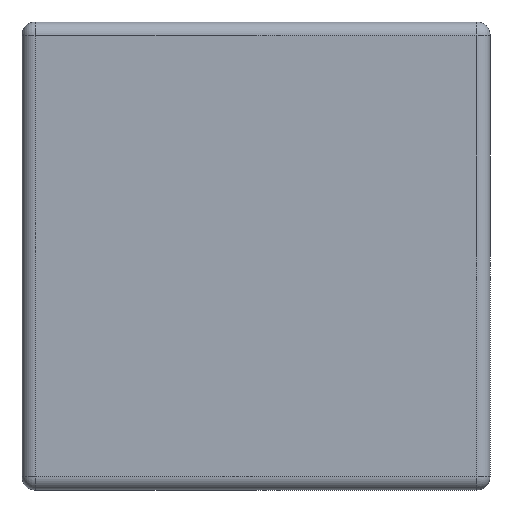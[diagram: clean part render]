
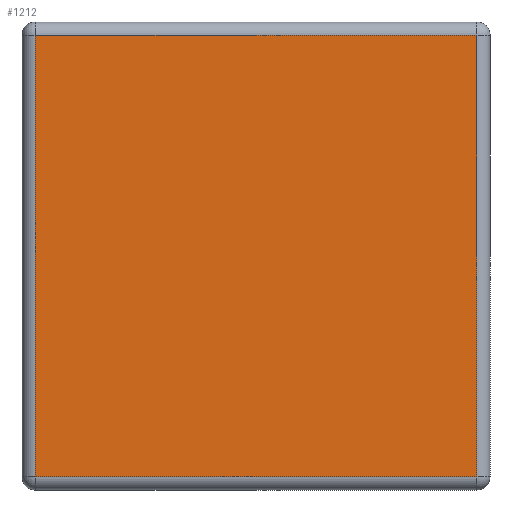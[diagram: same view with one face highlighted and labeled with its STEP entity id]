
A CAD part, front view. The second image highlights one B-rep face of the part: STEP entity #1212.
In plain terms, the highlighted planar face has unit normal (0, -1, 0).
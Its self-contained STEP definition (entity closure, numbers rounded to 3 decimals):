
#263 = EDGE_CURVE ( 'NONE', #1816, #2260, #962, .T. ) ;
#279 = CARTESIAN_POINT ( 'NONE',  ( 85., 0., 85. ) ) ;
#451 = FACE_OUTER_BOUND ( 'NONE', #1293, .T. ) ;
#454 = ORIENTED_EDGE ( 'NONE', *, *, #263, .T. ) ;
#484 = AXIS2_PLACEMENT_3D ( 'NONE', #1930, #595, #608 ) ;
#542 = EDGE_CURVE ( 'NONE', #1492, #1816, #703, .T. ) ;
#595 = DIRECTION ( 'NONE',  ( 0., 1., 0. ) ) ;
#608 = DIRECTION ( 'NONE',  ( 0., 0., 1. ) ) ;
#648 = CARTESIAN_POINT ( 'NONE',  ( 85., 0., -85. ) ) ;
#703 = LINE ( 'NONE', #2138, #1383 ) ;
#841 = CARTESIAN_POINT ( 'NONE',  ( -85., 0., 85. ) ) ;
#938 = DIRECTION ( 'NONE',  ( 0., 0., -1. ) ) ;
#957 = ORIENTED_EDGE ( 'NONE', *, *, #542, .T. ) ;
#962 = LINE ( 'NONE', #1151, #1083 ) ;
#963 = LINE ( 'NONE', #2392, #1980 ) ;
#1030 = DIRECTION ( 'NONE',  ( -1., 0., 0. ) ) ;
#1083 = VECTOR ( 'NONE', #2182, 1000. ) ;
#1151 = CARTESIAN_POINT ( 'NONE',  ( 85., 0., 0. ) ) ;
#1212 = ADVANCED_FACE ( 'NONE', ( #451 ), #2262, .F. ) ;
#1213 = CARTESIAN_POINT ( 'NONE',  ( 0., 0., 85. ) ) ;
#1238 = DIRECTION ( 'NONE',  ( 1., 0., 0. ) ) ;
#1293 = EDGE_LOOP ( 'NONE', ( #454, #1846, #2135, #957 ) ) ;
#1383 = VECTOR ( 'NONE', #1238, 1000. ) ;
#1389 = VERTEX_POINT ( 'NONE', #841 ) ;
#1434 = CARTESIAN_POINT ( 'NONE',  ( -85., 0., -85. ) ) ;
#1492 = VERTEX_POINT ( 'NONE', #1434 ) ;
#1711 = EDGE_CURVE ( 'NONE', #1389, #1492, #963, .T. ) ;
#1816 = VERTEX_POINT ( 'NONE', #648 ) ;
#1846 = ORIENTED_EDGE ( 'NONE', *, *, #2247, .T. ) ;
#1930 = CARTESIAN_POINT ( 'NONE',  ( 0., 0., 0. ) ) ;
#1980 = VECTOR ( 'NONE', #938, 1000. ) ;
#1985 = VECTOR ( 'NONE', #1030, 1000. ) ;
#2115 = LINE ( 'NONE', #1213, #1985 ) ;
#2135 = ORIENTED_EDGE ( 'NONE', *, *, #1711, .T. ) ;
#2138 = CARTESIAN_POINT ( 'NONE',  ( 0., 0., -85. ) ) ;
#2182 = DIRECTION ( 'NONE',  ( 0., 0., 1. ) ) ;
#2247 = EDGE_CURVE ( 'NONE', #2260, #1389, #2115, .T. ) ;
#2260 = VERTEX_POINT ( 'NONE', #279 ) ;
#2262 = PLANE ( 'NONE',  #484 ) ;
#2392 = CARTESIAN_POINT ( 'NONE',  ( -85., 0., 0. ) ) ;
